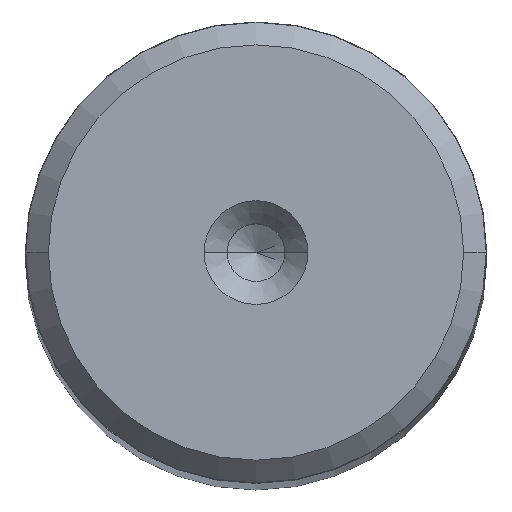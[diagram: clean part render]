
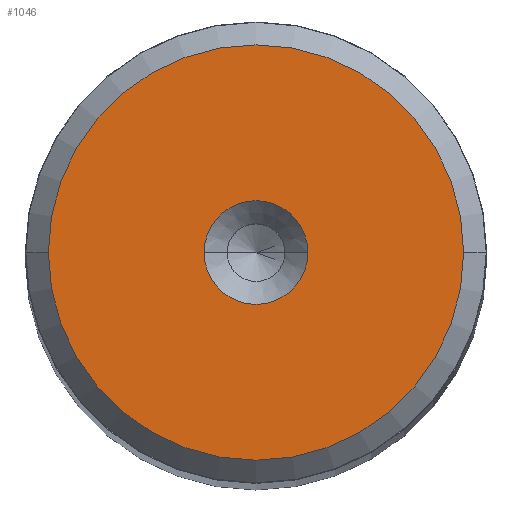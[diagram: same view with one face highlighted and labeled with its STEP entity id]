
A CAD part, top view. The second image highlights one B-rep face of the part: STEP entity #1046.
In plain terms, the highlighted planar face has unit normal (0, 0, 1).
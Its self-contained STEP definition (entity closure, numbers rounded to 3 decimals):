
#70 = CARTESIAN_POINT ( 'NONE',  ( 0., 0., 170. ) ) ;
#82 = AXIS2_PLACEMENT_3D ( 'NONE', #1276, #264, #958 ) ;
#99 = DIRECTION ( 'NONE',  ( 0., 0., 1. ) ) ;
#126 = CARTESIAN_POINT ( 'NONE',  ( 9.009, 0., 170. ) ) ;
#262 = ORIENTED_EDGE ( 'NONE', *, *, #394, .F. ) ;
#264 = DIRECTION ( 'NONE',  ( 0., 0., 1. ) ) ;
#322 = DIRECTION ( 'NONE',  ( 0., 0., 1. ) ) ;
#327 = DIRECTION ( 'NONE',  ( 1., 0., 0. ) ) ;
#338 = EDGE_LOOP ( 'NONE', ( #738, #262 ) ) ;
#370 = CIRCLE ( 'NONE', #867, 9.009 ) ;
#377 = VERTEX_POINT ( 'NONE', #1253 ) ;
#394 = EDGE_CURVE ( 'NONE', #1292, #1234, #1995, .T. ) ;
#428 = DIRECTION ( 'NONE',  ( 1., 0., 0. ) ) ;
#455 = CARTESIAN_POINT ( 'NONE',  ( -2.25, 0., 170. ) ) ;
#506 = EDGE_CURVE ( 'NONE', #1323, #377, #2108, .T. ) ;
#616 = PLANE ( 'NONE',  #758 ) ;
#635 = DIRECTION ( 'NONE',  ( 1., 0., 0. ) ) ;
#660 = ORIENTED_EDGE ( 'NONE', *, *, #1110, .T. ) ;
#738 = ORIENTED_EDGE ( 'NONE', *, *, #1685, .F. ) ;
#740 = CARTESIAN_POINT ( 'NONE',  ( 0., 0., 170. ) ) ;
#758 = AXIS2_PLACEMENT_3D ( 'NONE', #70, #1423, #428 ) ;
#824 = EDGE_LOOP ( 'NONE', ( #660, #1784 ) ) ;
#833 = CARTESIAN_POINT ( 'NONE',  ( 0., 0., 170. ) ) ;
#845 = FACE_BOUND ( 'NONE', #338, .T. ) ;
#867 = AXIS2_PLACEMENT_3D ( 'NONE', #740, #1541, #1374 ) ;
#889 = AXIS2_PLACEMENT_3D ( 'NONE', #1117, #99, #635 ) ;
#958 = DIRECTION ( 'NONE',  ( 1., 0., 0. ) ) ;
#1046 = ADVANCED_FACE ( 'NONE', ( #845, #1805 ), #616, .T. ) ;
#1110 = EDGE_CURVE ( 'NONE', #377, #1323, #370, .T. ) ;
#1117 = CARTESIAN_POINT ( 'NONE',  ( 0., 0., 170. ) ) ;
#1234 = VERTEX_POINT ( 'NONE', #2017 ) ;
#1253 = CARTESIAN_POINT ( 'NONE',  ( -9.009, 0., 170. ) ) ;
#1265 = CIRCLE ( 'NONE', #2112, 2.25 ) ;
#1276 = CARTESIAN_POINT ( 'NONE',  ( 0., 0., 170. ) ) ;
#1292 = VERTEX_POINT ( 'NONE', #455 ) ;
#1323 = VERTEX_POINT ( 'NONE', #126 ) ;
#1374 = DIRECTION ( 'NONE',  ( 1., 0., 0. ) ) ;
#1423 = DIRECTION ( 'NONE',  ( 0., 0., 1. ) ) ;
#1541 = DIRECTION ( 'NONE',  ( 0., 0., 1. ) ) ;
#1685 = EDGE_CURVE ( 'NONE', #1234, #1292, #1265, .T. ) ;
#1784 = ORIENTED_EDGE ( 'NONE', *, *, #506, .T. ) ;
#1805 = FACE_OUTER_BOUND ( 'NONE', #824, .T. ) ;
#1995 = CIRCLE ( 'NONE', #82, 2.25 ) ;
#2017 = CARTESIAN_POINT ( 'NONE',  ( 2.25, 0., 170. ) ) ;
#2108 = CIRCLE ( 'NONE', #889, 9.009 ) ;
#2112 = AXIS2_PLACEMENT_3D ( 'NONE', #833, #322, #327 ) ;
